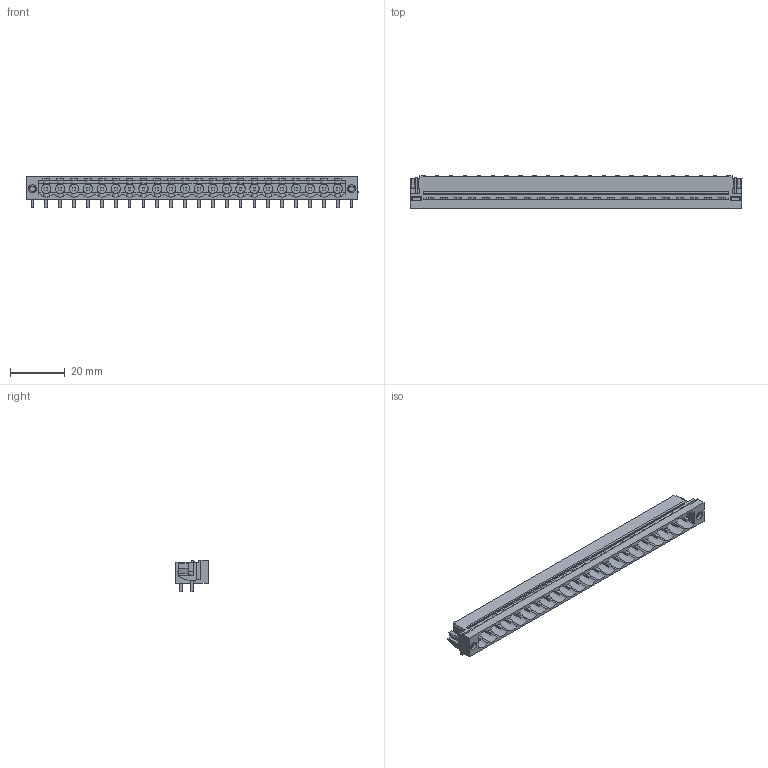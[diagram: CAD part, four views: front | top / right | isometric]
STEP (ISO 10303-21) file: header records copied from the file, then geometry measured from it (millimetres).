
FILE_DESCRIPTION(('CATIA V5R22 STEP214','CAx-IF Rec.Pracs.--- Model Styling and Organization---1.4--- 2014-01-23'),'2;1');
FILE_NAME ('D1456073_1_1780630000_1780630000.stp','2023-05-11T06:54:37+00:00',('none'),('Weidmueller'),'CATIA Version 5-6 Release 2016 SP3 HF44','CATIA V5 STEP AP214','none');
FILE_SCHEMA(('AUTOMOTIVE_DESIGN { 1 0 10303 214 1 1 1 1 }'));
Length unit declared in the file: millimetre
Products named in the file (1): 1780630000
Bounding box: 121.56 x 12 x 11.63 mm (x, y, z)
Volume: 4682.1 mm3; surface area: 10699.2 mm2
Topology: 27 solids, 27 shells, 1372 faces, 4174 edges, 2750 vertices
Faces by surface type: plane 1093, cylinder 225, extrusion 46, cone 8
Entity records: 44174 total; most frequent: CARTESIAN_POINT 10417, ORIENTED_EDGE 8348, DIRECTION 4924, EDGE_CURVE 4174, VECTOR 3126, LINE 3080, VERTEX_POINT 2750, EDGE_LOOP 1454
